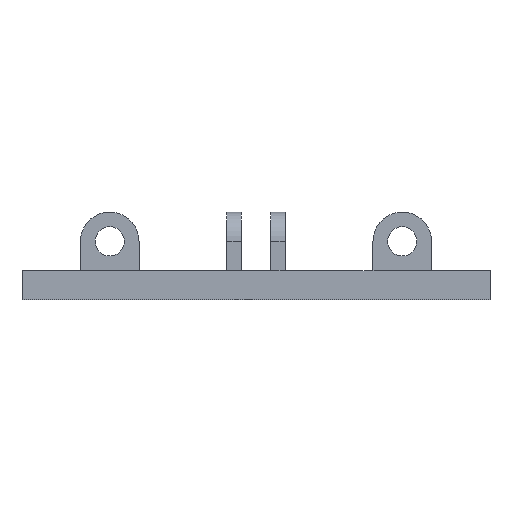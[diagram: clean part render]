
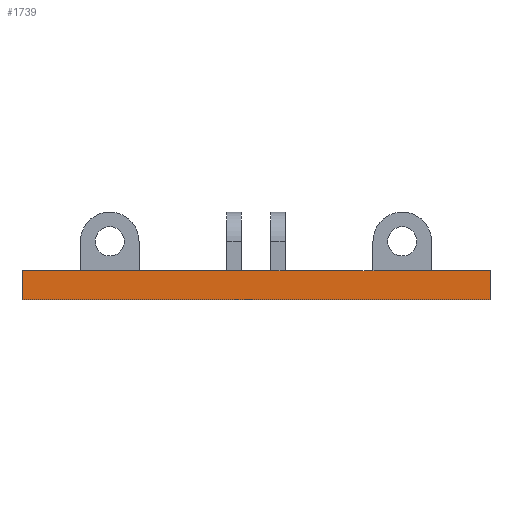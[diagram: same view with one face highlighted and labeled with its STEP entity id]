
A CAD part, front view. The second image highlights one B-rep face of the part: STEP entity #1739.
In plain terms, the highlighted planar face has unit normal (0, -1, 0).
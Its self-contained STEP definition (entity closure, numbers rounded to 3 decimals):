
#37 = DIRECTION ( 'NONE',  ( 0., 0., 1. ) ) ;
#44 = DIRECTION ( 'NONE',  ( 0., 0., 1. ) ) ;
#273 = CARTESIAN_POINT ( 'NONE',  ( -166.4, -77.26, -344.997 ) ) ;
#394 = VERTEX_POINT ( 'NONE', #2026 ) ;
#409 = ORIENTED_EDGE ( 'NONE', *, *, #549, .T. ) ;
#410 = ORIENTED_EDGE ( 'NONE', *, *, #2111, .T. ) ;
#456 = PLANE ( 'NONE',  #2076 ) ;
#503 = VERTEX_POINT ( 'NONE', #1531 ) ;
#524 = VECTOR ( 'NONE', #1418, 1000. ) ;
#549 = EDGE_CURVE ( 'NONE', #677, #1633, #972, .T. ) ;
#629 = EDGE_CURVE ( 'NONE', #677, #503, #945, .T. ) ;
#636 = CARTESIAN_POINT ( 'NONE',  ( -166.4, -77.26, 9.203 ) ) ;
#637 = DIRECTION ( 'NONE',  ( 0., -1., 0. ) ) ;
#653 = ORIENTED_EDGE ( 'NONE', *, *, #1234, .F. ) ;
#677 = VERTEX_POINT ( 'NONE', #1943 ) ;
#700 = EDGE_LOOP ( 'NONE', ( #1089, #409, #410, #653 ) ) ;
#760 = CARTESIAN_POINT ( 'NONE',  ( 166.4, -77.26, -11.597 ) ) ;
#945 = LINE ( 'NONE', #1205, #1705 ) ;
#972 = LINE ( 'NONE', #1091, #524 ) ;
#1089 = ORIENTED_EDGE ( 'NONE', *, *, #629, .F. ) ;
#1091 = CARTESIAN_POINT ( 'NONE',  ( -166.4, -77.26, -11.597 ) ) ;
#1195 = VECTOR ( 'NONE', #1974, 1000. ) ;
#1205 = CARTESIAN_POINT ( 'NONE',  ( -166.4, -77.26, -344.997 ) ) ;
#1234 = EDGE_CURVE ( 'NONE', #503, #394, #1929, .T. ) ;
#1338 = VECTOR ( 'NONE', #37, 1000. ) ;
#1371 = FACE_OUTER_BOUND ( 'NONE', #700, .T. ) ;
#1418 = DIRECTION ( 'NONE',  ( 1., 0., 0. ) ) ;
#1446 = DIRECTION ( 'NONE',  ( 0., 0., -1. ) ) ;
#1531 = CARTESIAN_POINT ( 'NONE',  ( -166.4, -77.26, 9.203 ) ) ;
#1633 = VERTEX_POINT ( 'NONE', #760 ) ;
#1705 = VECTOR ( 'NONE', #44, 1000. ) ;
#1709 = CARTESIAN_POINT ( 'NONE',  ( 166.4, -77.26, -344.997 ) ) ;
#1739 = ADVANCED_FACE ( 'NONE', ( #1371 ), #456, .T. ) ;
#1767 = LINE ( 'NONE', #1709, #1338 ) ;
#1929 = LINE ( 'NONE', #636, #1195 ) ;
#1943 = CARTESIAN_POINT ( 'NONE',  ( -166.4, -77.26, -11.597 ) ) ;
#1974 = DIRECTION ( 'NONE',  ( 1., 0., 0. ) ) ;
#2026 = CARTESIAN_POINT ( 'NONE',  ( 166.4, -77.26, 9.203 ) ) ;
#2076 = AXIS2_PLACEMENT_3D ( 'NONE', #273, #637, #1446 ) ;
#2111 = EDGE_CURVE ( 'NONE', #1633, #394, #1767, .T. ) ;
